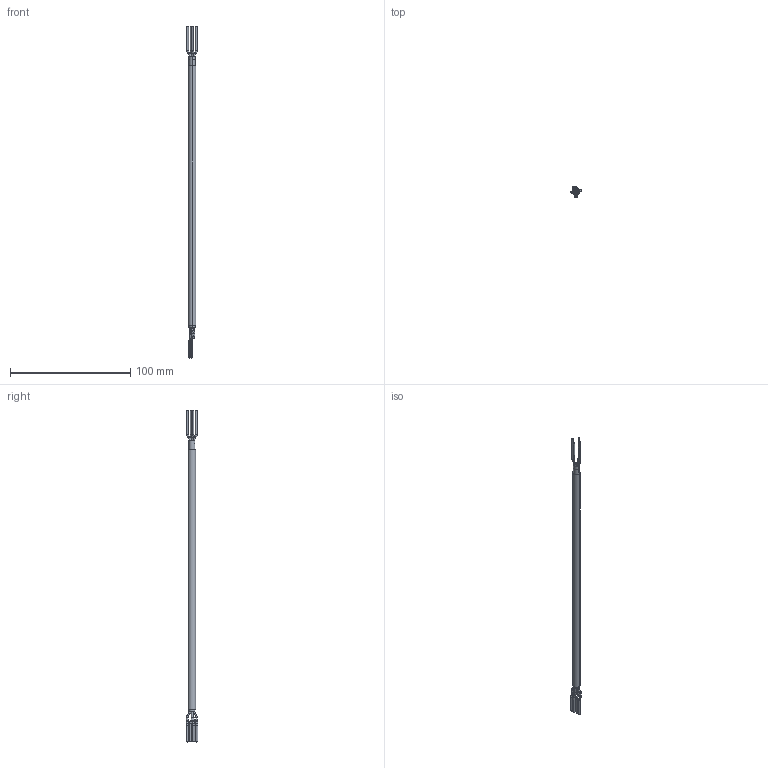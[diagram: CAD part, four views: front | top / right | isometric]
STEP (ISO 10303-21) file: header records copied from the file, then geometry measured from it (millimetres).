
FILE_DESCRIPTION(('CATIA V5 STEP Exchange','CAx-IF Rec.Pracs.--- Model Styling and Organization---1.5--- 2016-08-15','CAx-IF Rec.Pracs.---Supplemental Geometry---1.0---2011-11-01','CAx-IF Rec.Pracs.--- Composite Materials ---1.1---2010-07-15'),'2;1');
FILE_NAME ('1270319-3_0', '2025-06-26T09:45:25+00:00', ('none'), ('Weidmueller'), 'CATIA Version 5-6 Release 2022 SP4 HF5', 'CATIA V5 STEP AP214 v3', 'none');
FILE_SCHEMA(('AUTOMOTIVE_DESIGN { 1 0 10303 214 1 1 1 1 }'));
Length unit declared in the file: millimetre
Products named in the file (1): 2763470000
Bounding box: 8.77 x 9.53 x 276 mm (x, y, z)
Volume: 5294.5 mm3; surface area: 12977.2 mm2
Topology: 3 solids, 9 shells, 188 faces, 404 edges, 240 vertices
Faces by surface type: cylinder 88, torus 80, plane 16, revolution 2, extrusion 2
Entity records: 4609 total; most frequent: CARTESIAN_POINT 997, ORIENTED_EDGE 808, DIRECTION 528, EDGE_CURVE 404, AXIS2_PLACEMENT_3D 345, CIRCLE 252, VERTEX_POINT 240, EDGE_LOOP 196
